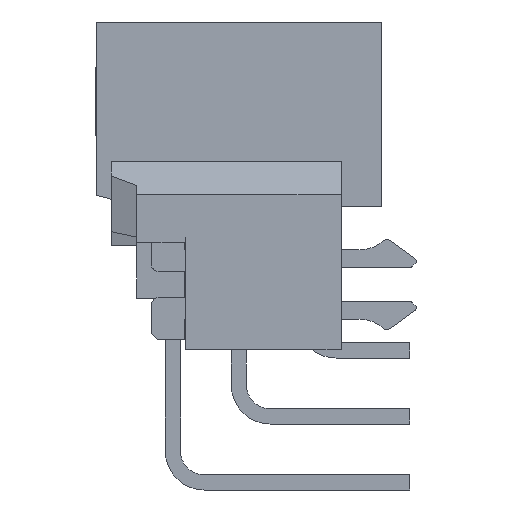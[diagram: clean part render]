
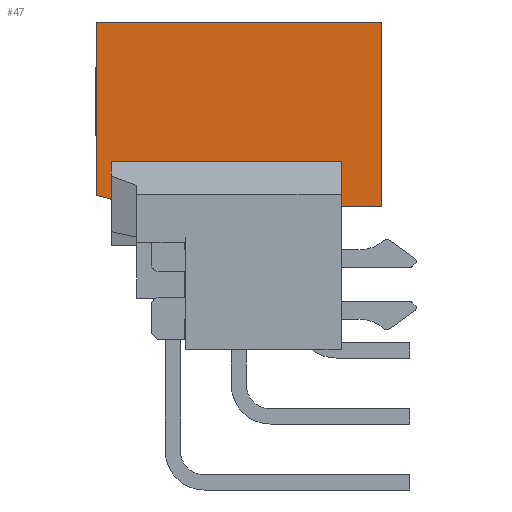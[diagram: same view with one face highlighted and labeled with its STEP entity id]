
A CAD part, left-side view. The second image highlights one B-rep face of the part: STEP entity #47.
In plain terms, the highlighted planar face has unit normal (-1, 0, 0).
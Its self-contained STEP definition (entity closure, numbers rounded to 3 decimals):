
#47=ADVANCED_FACE('',(#1965),#1966,.F.);
#1965=FACE_OUTER_BOUND('',#6016,.T.);
#1966=PLANE('',#6017);
#6016=EDGE_LOOP('',(#10074,#10075,#10076,#10077,#10078,#10079,#10080,#10081));
#6017=AXIS2_PLACEMENT_3D('',#10082,#10083,#10084);
#10074=ORIENTED_EDGE('',*,*,#25981,.F.);
#10075=ORIENTED_EDGE('',*,*,#25982,.F.);
#10076=ORIENTED_EDGE('',*,*,#25983,.F.);
#10077=ORIENTED_EDGE('',*,*,#25984,.F.);
#10078=ORIENTED_EDGE('',*,*,#25985,.F.);
#10079=ORIENTED_EDGE('',*,*,#25986,.F.);
#10080=ORIENTED_EDGE('',*,*,#25987,.T.);
#10081=ORIENTED_EDGE('',*,*,#25988,.F.);
#10082=CARTESIAN_POINT('',(-43.88,0.0,0.0));
#10083=DIRECTION('',(1.0,0.0,0.0));
#10084=DIRECTION('',(0.0,1.0,0.0));
#25981=EDGE_CURVE('',#31060,#31061,#31062,.T.);
#25982=EDGE_CURVE('',#31063,#31060,#31064,.T.);
#25983=EDGE_CURVE('',#31065,#31063,#31066,.T.);
#25984=EDGE_CURVE('',#31067,#31065,#31068,.T.);
#25985=EDGE_CURVE('',#31069,#31067,#31070,.T.);
#25986=EDGE_CURVE('',#31071,#31069,#31072,.T.);
#25987=EDGE_CURVE('',#31071,#31073,#31074,.T.);
#25988=EDGE_CURVE('',#31061,#31073,#31075,.T.);
#31060=VERTEX_POINT('',#39517);
#31061=VERTEX_POINT('',#39518);
#31062=LINE('',#39519,#39520);
#31063=VERTEX_POINT('',#39521);
#31064=LINE('',#39522,#39523);
#31065=VERTEX_POINT('',#39524);
#31066=LINE('',#39525,#39526);
#31067=VERTEX_POINT('',#39527);
#31068=LINE('',#39528,#39529);
#31069=VERTEX_POINT('',#39530);
#31070=LINE('',#39531,#39532);
#31071=VERTEX_POINT('',#39533);
#31072=LINE('',#39534,#39535);
#31073=VERTEX_POINT('',#39536);
#31074=LINE('',#39537,#39538);
#31075=LINE('',#39539,#39540);
#39517=CARTESIAN_POINT('',(-43.88,-3.935,-7.09));
#39518=CARTESIAN_POINT('',(-43.88,-3.935,-5.38));
#39519=CARTESIAN_POINT('',(-43.88,-3.935,-7.09));
#39520=VECTOR('',#52661,1.71);
#39521=CARTESIAN_POINT('',(-43.88,-5.5,-7.09));
#39522=CARTESIAN_POINT('',(-43.88,-5.5,-7.09));
#39523=VECTOR('',#52662,1.565);
#39524=CARTESIAN_POINT('',(-43.88,-5.5,0.0));
#39525=CARTESIAN_POINT('',(-43.88,-5.5,0.0));
#39526=VECTOR('',#52663,7.09);
#39527=CARTESIAN_POINT('',(-43.88,5.5,0.0));
#39528=CARTESIAN_POINT('',(-43.88,5.5,0.0));
#39529=VECTOR('',#52664,11.0);
#39530=CARTESIAN_POINT('',(-43.88,5.5,-6.671));
#39531=CARTESIAN_POINT('',(-43.88,5.5,-6.671));
#39532=VECTOR('',#52665,6.671);
#39533=CARTESIAN_POINT('',(-43.88,4.347,-6.98));
#39534=CARTESIAN_POINT('',(-43.88,4.347,-6.98));
#39535=VECTOR('',#52666,1.194);
#39536=CARTESIAN_POINT('',(-43.88,4.347,-5.38));
#39537=CARTESIAN_POINT('',(-43.88,4.347,-6.98));
#39538=VECTOR('',#52667,1.6);
#39539=CARTESIAN_POINT('',(-43.88,-3.935,-5.38));
#39540=VECTOR('',#52668,8.282);
#52661=DIRECTION('',(0.0,0.0,1.0));
#52662=DIRECTION('',(0.0,1.0,0.0));
#52663=DIRECTION('',(0.0,0.0,-1.0));
#52664=DIRECTION('',(0.0,-1.0,0.0));
#52665=DIRECTION('',(0.0,0.0,1.0));
#52666=DIRECTION('',(0.0,0.966,0.259));
#52667=DIRECTION('',(0.0,0.0,1.0));
#52668=DIRECTION('',(0.0,1.0,0.0));
